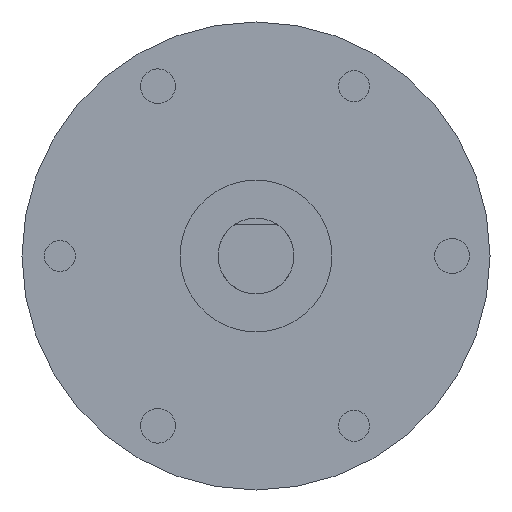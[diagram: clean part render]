
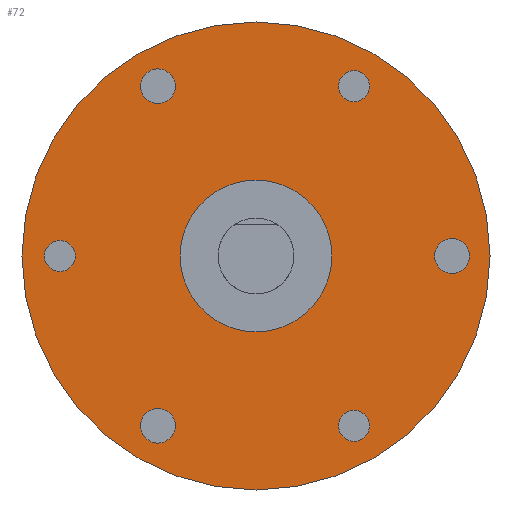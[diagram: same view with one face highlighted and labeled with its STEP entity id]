
A CAD part, front view. The second image highlights one B-rep face of the part: STEP entity #72.
In plain terms, the highlighted planar face has unit normal (0, -1, 0).
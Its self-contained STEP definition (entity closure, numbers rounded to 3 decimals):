
#72 = ADVANCED_FACE( '', ( #173, #174, #175, #176, #177, #178, #179, #180 ), #181, .F. );
#173 = FACE_BOUND( '', #320, .T. );
#174 = FACE_BOUND( '', #321, .T. );
#175 = FACE_BOUND( '', #322, .T. );
#176 = FACE_BOUND( '', #323, .T. );
#177 = FACE_BOUND( '', #324, .T. );
#178 = FACE_BOUND( '', #325, .T. );
#179 = FACE_OUTER_BOUND( '', #326, .T. );
#180 = FACE_BOUND( '', #327, .T. );
#181 = PLANE( '', #328 );
#320 = EDGE_LOOP( '', ( #477 ) );
#321 = EDGE_LOOP( '', ( #478 ) );
#322 = EDGE_LOOP( '', ( #479 ) );
#323 = EDGE_LOOP( '', ( #480 ) );
#324 = EDGE_LOOP( '', ( #481 ) );
#325 = EDGE_LOOP( '', ( #482 ) );
#326 = EDGE_LOOP( '', ( #483 ) );
#327 = EDGE_LOOP( '', ( #484 ) );
#328 = AXIS2_PLACEMENT_3D( '', #485, #486, #487 );
#477 = ORIENTED_EDGE( '', *, *, #707, .T. );
#478 = ORIENTED_EDGE( '', *, *, #722, .T. );
#479 = ORIENTED_EDGE( '', *, *, #723, .T. );
#480 = ORIENTED_EDGE( '', *, *, #710, .T. );
#481 = ORIENTED_EDGE( '', *, *, #724, .T. );
#482 = ORIENTED_EDGE( '', *, *, #725, .T. );
#483 = ORIENTED_EDGE( '', *, *, #726, .F. );
#484 = ORIENTED_EDGE( '', *, *, #727, .T. );
#485 = CARTESIAN_POINT( '', ( 0., 0., -18.5 ) );
#486 = DIRECTION( '', ( 0., 1., 0. ) );
#487 = DIRECTION( '', ( 0., 0., 1. ) );
#707 = EDGE_CURVE( '', #802, #802, #803, .T. );
#710 = EDGE_CURVE( '', #807, #807, #808, .T. );
#722 = EDGE_CURVE( '', #828, #828, #829, .T. );
#723 = EDGE_CURVE( '', #830, #830, #831, .T. );
#724 = EDGE_CURVE( '', #832, #832, #833, .T. );
#725 = EDGE_CURVE( '', #834, #834, #835, .T. );
#726 = EDGE_CURVE( '', #836, #836, #837, .T. );
#727 = EDGE_CURVE( '', #838, #838, #839, .T. );
#802 = VERTEX_POINT( '', #938 );
#803 = CIRCLE( '', #939, 1.37 );
#807 = VERTEX_POINT( '', #943 );
#808 = CIRCLE( '', #944, 1.23 );
#828 = VERTEX_POINT( '', #972 );
#829 = CIRCLE( '', #973, 1.23 );
#830 = VERTEX_POINT( '', #974 );
#831 = CIRCLE( '', #975, 1.37 );
#832 = VERTEX_POINT( '', #976 );
#833 = CIRCLE( '', #977, 1.37 );
#834 = VERTEX_POINT( '', #978 );
#835 = CIRCLE( '', #979, 1.23 );
#836 = VERTEX_POINT( '', #980 );
#837 = CIRCLE( '', #981, 18.5 );
#838 = VERTEX_POINT( '', #982 );
#839 = CIRCLE( '', #983, 6. );
#938 = CARTESIAN_POINT( '', ( -8.435, 0., -12.237 ) );
#939 = AXIS2_PLACEMENT_3D( '', #1103, #1104, #1105 );
#943 = CARTESIAN_POINT( '', ( 8.815, 0., 12.809 ) );
#944 = AXIS2_PLACEMENT_3D( '', #1109, #1110, #1111 );
#972 = CARTESIAN_POINT( '', ( 6.685, 0., -14.038 ) );
#973 = AXIS2_PLACEMENT_3D( '', #1120, #1121, #1122 );
#974 = CARTESIAN_POINT( '', ( 14.815, 0., -1.186 ) );
#975 = AXIS2_PLACEMENT_3D( '', #1123, #1124, #1125 );
#976 = CARTESIAN_POINT( '', ( -6.38, 0., 13.423 ) );
#977 = AXIS2_PLACEMENT_3D( '', #1126, #1127, #1128 );
#978 = CARTESIAN_POINT( '', ( -15.5, 0., 1.23 ) );
#979 = AXIS2_PLACEMENT_3D( '', #1129, #1130, #1131 );
#980 = CARTESIAN_POINT( '', ( 0., 0., 18.5 ) );
#981 = AXIS2_PLACEMENT_3D( '', #1132, #1133, #1134 );
#982 = CARTESIAN_POINT( '', ( 0., 0., 6. ) );
#983 = AXIS2_PLACEMENT_3D( '', #1135, #1136, #1137 );
#1103 = CARTESIAN_POINT( '', ( -7.75, 0., -13.423 ) );
#1104 = DIRECTION( '', ( 0., 1., 0. ) );
#1105 = DIRECTION( '', ( -0.5, 0., 0.866 ) );
#1109 = CARTESIAN_POINT( '', ( 7.75, 0., 13.423 ) );
#1110 = DIRECTION( '', ( 0., 1., 0. ) );
#1111 = DIRECTION( '', ( 0.866, 0., -0.5 ) );
#1120 = CARTESIAN_POINT( '', ( 7.75, 0., -13.423 ) );
#1121 = DIRECTION( '', ( 0., 1., 0. ) );
#1122 = DIRECTION( '', ( -0.866, 0., -0.5 ) );
#1123 = CARTESIAN_POINT( '', ( 15.5, 0., 0. ) );
#1124 = DIRECTION( '', ( 0., 1., 0. ) );
#1125 = DIRECTION( '', ( -0.5, 0., -0.866 ) );
#1126 = CARTESIAN_POINT( '', ( -7.75, 0., 13.423 ) );
#1127 = DIRECTION( '', ( 0., 1., 0. ) );
#1128 = DIRECTION( '', ( 1., 0., 0. ) );
#1129 = CARTESIAN_POINT( '', ( -15.5, 0., 0. ) );
#1130 = DIRECTION( '', ( 0., 1., 0. ) );
#1131 = DIRECTION( '', ( 0., 0., 1. ) );
#1132 = CARTESIAN_POINT( '', ( 0., 0., 0. ) );
#1133 = DIRECTION( '', ( 0., 1., 0. ) );
#1134 = DIRECTION( '', ( 0., 0., 1. ) );
#1135 = CARTESIAN_POINT( '', ( 0., 0., 0. ) );
#1136 = DIRECTION( '', ( 0., 1., 0. ) );
#1137 = DIRECTION( '', ( 0., 0., 1. ) );
